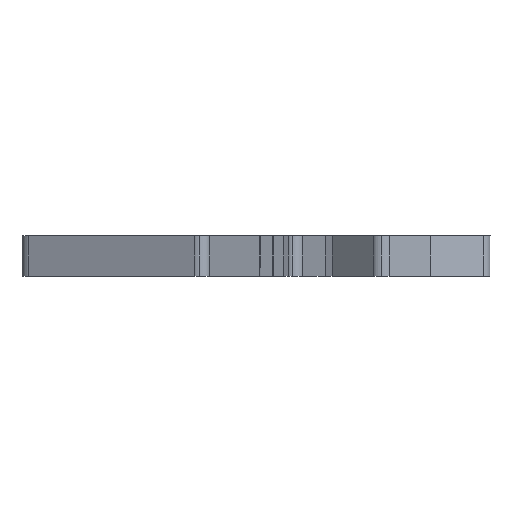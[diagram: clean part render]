
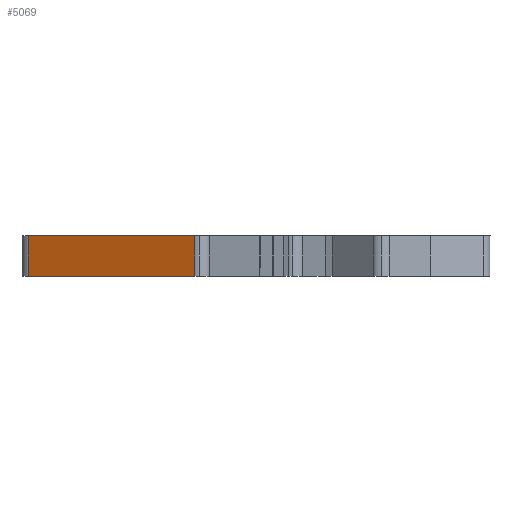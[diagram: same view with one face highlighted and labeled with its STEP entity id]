
A CAD part, left-side view. The second image highlights one B-rep face of the part: STEP entity #5069.
In plain terms, the highlighted planar face has unit normal (-0.906, 0.423, 0).
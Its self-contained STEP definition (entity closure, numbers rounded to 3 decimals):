
#1289=CARTESIAN_POINT('',(-135.503,37.776,0.6));
#1290=VERTEX_POINT('',#1289);
#1298=CARTESIAN_POINT('',(-112.357,87.413,0.6));
#1299=VERTEX_POINT('',#1298);
#1300=CARTESIAN_POINT('',(-112.357,87.413,0.6));
#1301=DIRECTION('',(-0.423,-0.906,0.));
#1302=VECTOR('',#1301,54.769);
#1303=LINE('',#1300,#1302);
#1304=EDGE_CURVE('',#1299,#1290,#1303,.T.);
#5027=CARTESIAN_POINT('',(-112.357,87.413,12.8));
#5028=VERTEX_POINT('',#5027);
#5029=CARTESIAN_POINT('',(-112.357,87.413,12.8));
#5030=DIRECTION('',(0.,0.,-1.));
#5031=VECTOR('',#5030,12.2);
#5032=LINE('',#5029,#5031);
#5033=EDGE_CURVE('',#5028,#1299,#5032,.T.);
#5046=CARTESIAN_POINT('',(-123.93,62.594,12.6));
#5047=DIRECTION('',(0.906,-0.423,0.));
#5048=DIRECTION('',(0.423,0.906,0.));
#5049=AXIS2_PLACEMENT_3D('',#5046,#5047,#5048);
#5050=PLANE('',#5049);
#5051=ORIENTED_EDGE('',*,*,#1304,.T.);
#5052=CARTESIAN_POINT('',(-135.503,37.775,12.8));
#5053=VERTEX_POINT('',#5052);
#5054=CARTESIAN_POINT('',(-135.503,37.776,12.8));
#5055=DIRECTION('',(-0.,-0.,-1.));
#5056=VECTOR('',#5055,12.2);
#5057=LINE('',#5054,#5056);
#5058=EDGE_CURVE('',#5053,#1290,#5057,.T.);
#5059=ORIENTED_EDGE('',*,*,#5058,.F.);
#5060=CARTESIAN_POINT('',(-112.357,87.413,12.8));
#5061=DIRECTION('',(-0.423,-0.906,0.));
#5062=VECTOR('',#5061,54.769);
#5063=LINE('',#5060,#5062);
#5064=EDGE_CURVE('',#5028,#5053,#5063,.T.);
#5065=ORIENTED_EDGE('',*,*,#5064,.F.);
#5066=ORIENTED_EDGE('',*,*,#5033,.T.);
#5067=EDGE_LOOP('',(#5051,#5059,#5065,#5066));
#5068=FACE_BOUND('',#5067,.T.);
#5069=ADVANCED_FACE('',(#5068),#5050,.F.);
